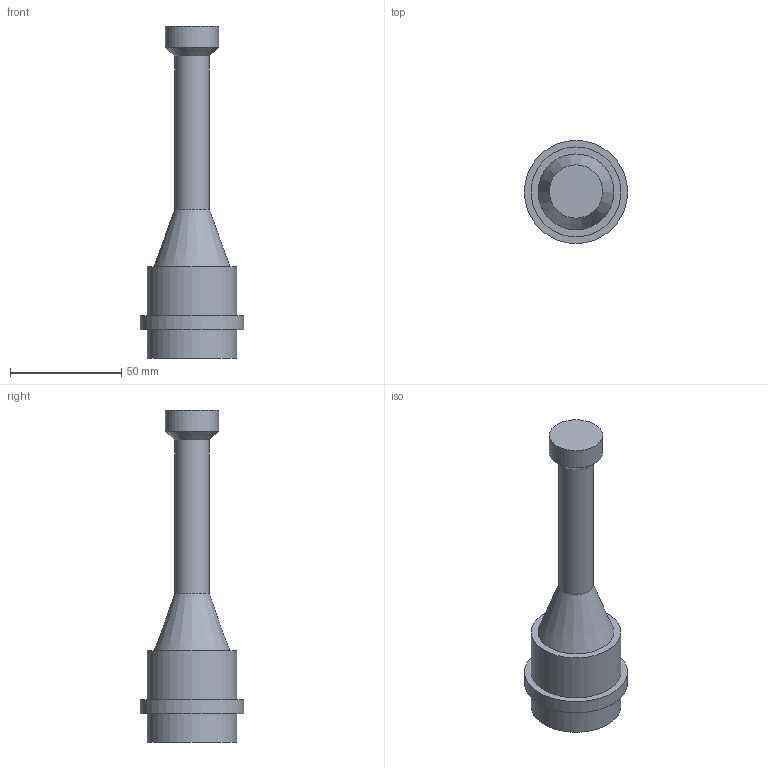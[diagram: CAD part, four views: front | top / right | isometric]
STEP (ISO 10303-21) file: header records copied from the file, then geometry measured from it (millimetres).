
FILE_DESCRIPTION(/* description */ (''),/* implementation_level */ '2;1');
FILE_NAME(/* name */ 'HPDC4F.stp',/* time_stamp */ '2014-11-14T08:45:15+01:00',/* author */ ('sh'),/* organization */ (''),/* preprocessor_version */ 'ST-DEVELOPER v15.2',/* originating_system */ 'Autodesk Inventor 2014',/* authorisation */ '');
FILE_SCHEMA (('AUTOMOTIVE_DESIGN { 1 0 10303 214 3 1 1 }'));
Length unit declared in the file: millimetre
Products named in the file (1): HPDC4F
Bounding box: 46.5 x 46.5 x 149.5 mm (x, y, z)
Volume: 82375.5 mm3; surface area: 17461.8 mm2
Topology: 1 solids, 1 shells, 97 faces, 242 edges, 161 vertices
Faces by surface type: plane 54, bspline 31, cylinder 10, cone 2
Full cylindrical faces by diameter (mm): 3.2 x1, 7.8 x4, 15.5 x1, 24 x1, 40.5 x2, 46.5 x1
Entity records: 3068 total; most frequent: CARTESIAN_POINT 890, ORIENTED_EDGE 458, DIRECTION 323, EDGE_CURVE 229, VERTEX_POINT 160, LINE 145, VECTOR 145, EDGE_LOOP 123
